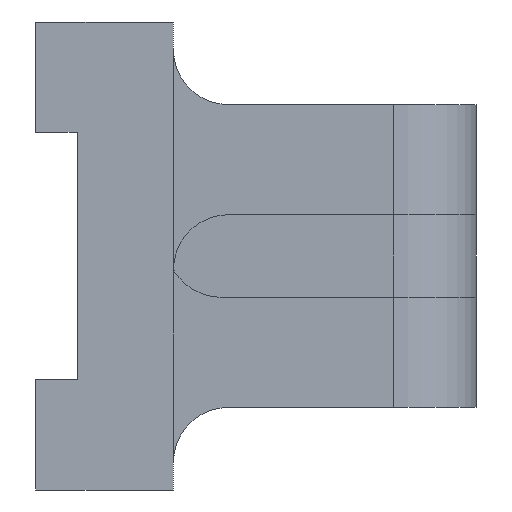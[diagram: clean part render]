
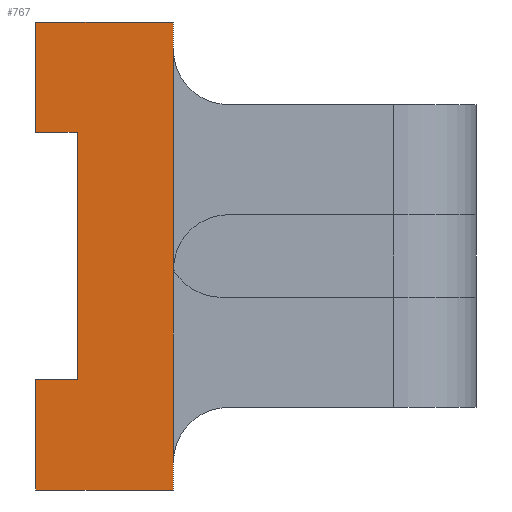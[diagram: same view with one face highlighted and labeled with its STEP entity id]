
A CAD part, left-side view. The second image highlights one B-rep face of the part: STEP entity #767.
In plain terms, the highlighted planar face has unit normal (-1, 0, 0).
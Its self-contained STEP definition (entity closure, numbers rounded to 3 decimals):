
#53=PLANE('',#858);
#91=FACE_OUTER_BOUND('',#138,.T.);
#138=EDGE_LOOP('',(#671,#672,#673,#674,#675,#676,#677,#678));
#163=LINE('',#1137,#235);
#205=LINE('',#1278,#277);
#209=LINE('',#1286,#281);
#210=LINE('',#1287,#282);
#211=LINE('',#1289,#283);
#212=LINE('',#1291,#284);
#213=LINE('',#1292,#285);
#214=LINE('',#1293,#286);
#235=VECTOR('',#911,10.);
#277=VECTOR('',#1051,10.);
#281=VECTOR('',#1059,10.);
#282=VECTOR('',#1060,10.);
#283=VECTOR('',#1061,10.);
#284=VECTOR('',#1062,10.);
#285=VECTOR('',#1063,10.);
#286=VECTOR('',#1064,10.);
#340=VERTEX_POINT('',#1131);
#342=VERTEX_POINT('',#1135);
#391=VERTEX_POINT('',#1275);
#392=VERTEX_POINT('',#1277);
#393=VERTEX_POINT('',#1284);
#394=VERTEX_POINT('',#1285);
#395=VERTEX_POINT('',#1288);
#396=VERTEX_POINT('',#1290);
#421=EDGE_CURVE('',#340,#342,#163,.T.);
#489=EDGE_CURVE('',#392,#391,#205,.T.);
#493=EDGE_CURVE('',#393,#394,#209,.T.);
#494=EDGE_CURVE('',#394,#340,#210,.T.);
#495=EDGE_CURVE('',#342,#395,#211,.T.);
#496=EDGE_CURVE('',#395,#396,#212,.T.);
#497=EDGE_CURVE('',#396,#392,#213,.T.);
#498=EDGE_CURVE('',#391,#393,#214,.T.);
#671=ORIENTED_EDGE('',*,*,#493,.T.);
#672=ORIENTED_EDGE('',*,*,#494,.T.);
#673=ORIENTED_EDGE('',*,*,#421,.T.);
#674=ORIENTED_EDGE('',*,*,#495,.T.);
#675=ORIENTED_EDGE('',*,*,#496,.T.);
#676=ORIENTED_EDGE('',*,*,#497,.T.);
#677=ORIENTED_EDGE('',*,*,#489,.T.);
#678=ORIENTED_EDGE('',*,*,#498,.T.);
#767=ADVANCED_FACE('',(#91),#53,.T.);
#858=AXIS2_PLACEMENT_3D('',#1283,#1057,#1058);
#911=DIRECTION('',(0.,0.,1.));
#1051=DIRECTION('',(0.,0.,-1.));
#1057=DIRECTION('center_axis',(-1.,0.,0.));
#1058=DIRECTION('ref_axis',(0.,0.,1.));
#1059=DIRECTION('',(0.,0.,-1.));
#1060=DIRECTION('',(0.,-1.,0.));
#1061=DIRECTION('',(0.,1.,0.));
#1062=DIRECTION('',(0.,0.,-1.));
#1063=DIRECTION('',(0.,-1.,0.));
#1064=DIRECTION('',(0.,1.,0.));
#1131=CARTESIAN_POINT('',(9.75,0.,-4.));
#1135=CARTESIAN_POINT('',(9.75,0.,13.));
#1137=CARTESIAN_POINT('',(9.75,0.,-4.));
#1275=CARTESIAN_POINT('',(9.75,3.5,0.));
#1277=CARTESIAN_POINT('',(9.75,3.5,9.));
#1278=CARTESIAN_POINT('',(9.75,3.5,9.));
#1283=CARTESIAN_POINT('Origin',(9.75,2.5,4.5));
#1284=CARTESIAN_POINT('',(9.75,5.,0.));
#1285=CARTESIAN_POINT('',(9.75,5.,-4.));
#1286=CARTESIAN_POINT('',(9.75,5.,0.));
#1287=CARTESIAN_POINT('',(9.75,5.,-4.));
#1288=CARTESIAN_POINT('',(9.75,5.,13.));
#1289=CARTESIAN_POINT('',(9.75,0.,13.));
#1290=CARTESIAN_POINT('',(9.75,5.,9.));
#1291=CARTESIAN_POINT('',(9.75,5.,13.));
#1292=CARTESIAN_POINT('',(9.75,5.,9.));
#1293=CARTESIAN_POINT('',(9.75,3.5,0.));
